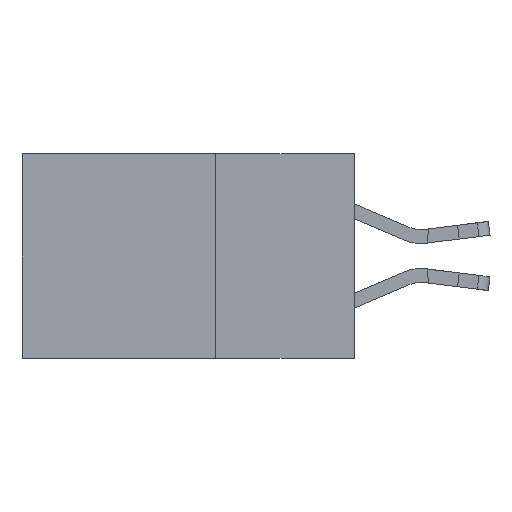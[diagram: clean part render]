
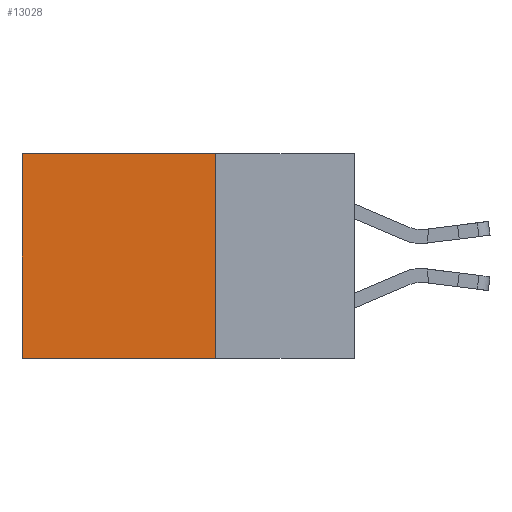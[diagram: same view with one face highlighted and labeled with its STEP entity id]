
A CAD part, left-side view. The second image highlights one B-rep face of the part: STEP entity #13028.
In plain terms, the highlighted planar face has unit normal (-1, 0, 0).
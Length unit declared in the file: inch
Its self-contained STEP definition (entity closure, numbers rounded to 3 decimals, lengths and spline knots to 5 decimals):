
#161 = CARTESIAN_POINT ( 'NONE',  ( 0.2615, 0.6, 0. ) ) ;
#280 = VERTEX_POINT ( 'NONE', #13216 ) ;
#859 = AXIS2_PLACEMENT_3D ( 'NONE', #10388, #4799, #9250 ) ;
#1622 = FACE_OUTER_BOUND ( 'NONE', #4325, .T. ) ;
#1681 = CARTESIAN_POINT ( 'NONE',  ( 0.2615, 0.6, -0.37 ) ) ;
#1970 = ORIENTED_EDGE ( 'NONE', *, *, #10600, .T. ) ;
#2497 = VECTOR ( 'NONE', #10737, 39.37008 ) ;
#2802 = VERTEX_POINT ( 'NONE', #4011 ) ;
#3967 = LINE ( 'NONE', #1681, #2497 ) ;
#3994 = ORIENTED_EDGE ( 'NONE', *, *, #8276, .F. ) ;
#4011 = CARTESIAN_POINT ( 'NONE',  ( 0.2615, 0.25, -0.37 ) ) ;
#4325 = EDGE_LOOP ( 'NONE', ( #1970, #10056, #3994, #11847 ) ) ;
#4616 = CARTESIAN_POINT ( 'NONE',  ( 0.2615, 0.25, -0.37 ) ) ;
#4799 = DIRECTION ( 'NONE',  ( 1., 0., 0. ) ) ;
#4969 = DIRECTION ( 'NONE',  ( 0., 1., 0. ) ) ;
#5039 = LINE ( 'NONE', #8314, #8224 ) ;
#5846 = PLANE ( 'NONE',  #859 ) ;
#5885 = LINE ( 'NONE', #10426, #11196 ) ;
#6049 = VERTEX_POINT ( 'NONE', #6100 ) ;
#6100 = CARTESIAN_POINT ( 'NONE',  ( 0.2615, 0.25, 0. ) ) ;
#6113 = EDGE_CURVE ( 'NONE', #2802, #280, #5885, .T. ) ;
#6963 = VECTOR ( 'NONE', #10424, 39.37008 ) ;
#8224 = VECTOR ( 'NONE', #4969, 39.37008 ) ;
#8276 = EDGE_CURVE ( 'NONE', #6049, #2802, #10267, .T. ) ;
#8314 = CARTESIAN_POINT ( 'NONE',  ( 0.2615, 0.25, 0. ) ) ;
#9250 = DIRECTION ( 'NONE',  ( 0., 0., -1. ) ) ;
#10056 = ORIENTED_EDGE ( 'NONE', *, *, #6113, .F. ) ;
#10267 = LINE ( 'NONE', #4616, #6963 ) ;
#10388 = CARTESIAN_POINT ( 'NONE',  ( 0.2615, 0.25, -0.37 ) ) ;
#10424 = DIRECTION ( 'NONE',  ( 0., 0., -1. ) ) ;
#10426 = CARTESIAN_POINT ( 'NONE',  ( 0.2615, 0.25, -0.37 ) ) ;
#10600 = EDGE_CURVE ( 'NONE', #10907, #280, #3967, .T. ) ;
#10737 = DIRECTION ( 'NONE',  ( 0., 0., -1. ) ) ;
#10907 = VERTEX_POINT ( 'NONE', #161 ) ;
#11196 = VECTOR ( 'NONE', #14040, 39.37008 ) ;
#11847 = ORIENTED_EDGE ( 'NONE', *, *, #14469, .T. ) ;
#13028 = ADVANCED_FACE ( 'NONE', ( #1622 ), #5846, .F. ) ;
#13216 = CARTESIAN_POINT ( 'NONE',  ( 0.2615, 0.6, -0.37 ) ) ;
#14040 = DIRECTION ( 'NONE',  ( 0., 1., 0. ) ) ;
#14469 = EDGE_CURVE ( 'NONE', #6049, #10907, #5039, .T. ) ;
